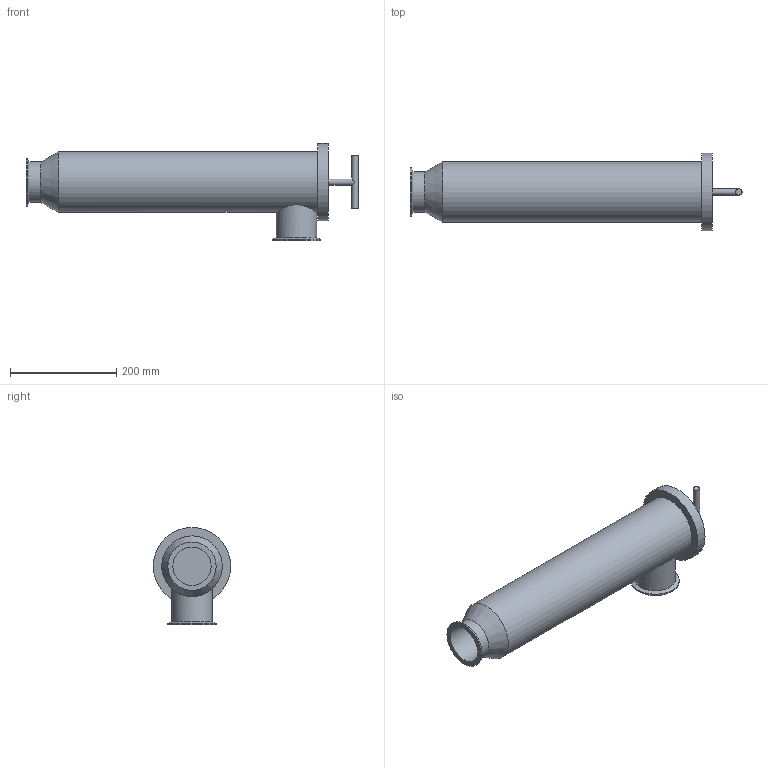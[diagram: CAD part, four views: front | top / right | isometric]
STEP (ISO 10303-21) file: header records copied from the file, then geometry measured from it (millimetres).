
FILE_DESCRIPTION(/* description */ (''),/* implementation_level */ '2;1');
FILE_NAME(/* name */ 'STE_30.stp',/* time_stamp */ '2021-08-20T14:33:48+09:00',/* author */ ('nishioka'),/* organization */ (''),/* preprocessor_version */ 'ST-DEVELOPER v18.1',/* originating_system */ 'Autodesk Inventor 2021',/* authorisation */ '');
FILE_SCHEMA (('AUTOMOTIVE_DESIGN { 1 0 10303 214 3 1 1 }'));
Length unit declared in the file: millimetre
Products named in the file (1): STE_30
Bounding box: 626.1 x 146 x 183 mm (x, y, z)
Volume: 3647820.2 mm3; surface area: 387783.2 mm2
Topology: 1 solids, 1 shells, 23 faces, 42 edges, 27 vertices
Faces by surface type: cylinder 12, plane 8, cone 3
Full cylindrical faces by diameter (mm): 12 x2, 72.3 x2, 76.3 x2, 91 x2, 114.3 x1, 124 x1, 146 x1
Entity records: 738 total; most frequent: CARTESIAN_POINT 226, DIRECTION 107, ORIENTED_EDGE 84, AXIS2_PLACEMENT_3D 46, EDGE_CURVE 42, EDGE_LOOP 29, VERTEX_POINT 27, FACE_OUTER_BOUND 23
